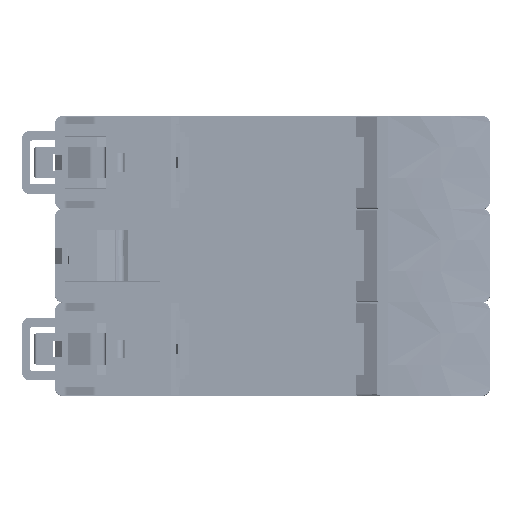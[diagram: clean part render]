
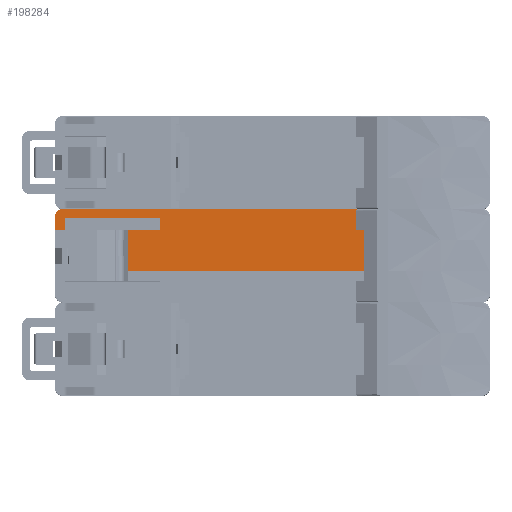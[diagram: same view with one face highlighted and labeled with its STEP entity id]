
A CAD part, top view. The second image highlights one B-rep face of the part: STEP entity #198284.
In plain terms, the highlighted planar face has unit normal (0, 0, -1).
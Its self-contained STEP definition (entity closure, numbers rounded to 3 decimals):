
#171298=DIRECTION('',(-1.,0.,0.));
#171299=VECTOR('',#171298,2.);
#171300=CARTESIAN_POINT('',(-39.5,31.6,-154.3));
#171301=LINE('',#171300,#171299);
#171403=DIRECTION('',(1.,0.,0.));
#171404=VECTOR('',#171403,45.1);
#171405=CARTESIAN_POINT('',(-27.6,23.7,-154.3));
#171406=LINE('',#171405,#171404);
#172683=DIRECTION('',(0.,-1.,0.));
#172684=VECTOR('',#172683,11.6);
#172685=CARTESIAN_POINT('',(17.5,35.3,-154.3));
#172686=LINE('',#172685,#172684);
#172691=CARTESIAN_POINT('',(17.8,35.3,-154.3));
#172692=DIRECTION('',(0.,0.,-1.));
#172693=DIRECTION('',(-1.,0.,0.));
#172694=AXIS2_PLACEMENT_3D('',#172691,#172692,#172693);
#172696=DIRECTION('',(-1.,0.,0.));
#172697=VECTOR('',#172696,57.8);
#172698=CARTESIAN_POINT('',(17.8,35.6,-154.3));
#172699=LINE('',#172698,#172697);
#172700=CARTESIAN_POINT('',(-40.,34.1,-154.3));
#172701=DIRECTION('',(0.,0.,1.));
#172702=DIRECTION('',(0.,1.,0.));
#172703=AXIS2_PLACEMENT_3D('',#172700,#172701,#172702);
#172705=DIRECTION('',(0.,-1.,0.));
#172706=VECTOR('',#172705,2.5);
#172707=CARTESIAN_POINT('',(-41.5,34.1,-154.3));
#172708=LINE('',#172707,#172706);
#172713=DIRECTION('',(0.,1.,0.));
#172714=VECTOR('',#172713,1.1);
#172715=CARTESIAN_POINT('',(-21.5,31.6,-154.3));
#172716=LINE('',#172715,#172714);
#172721=DIRECTION('',(1.,0.,0.));
#172722=VECTOR('',#172721,6.1);
#172723=CARTESIAN_POINT('',(-27.6,31.6,-154.3));
#172724=LINE('',#172723,#172722);
#172761=DIRECTION('',(0.,-1.,0.));
#172762=VECTOR('',#172761,1.1);
#172763=CARTESIAN_POINT('',(-39.5,32.7,-154.3));
#172764=LINE('',#172763,#172762);
#172777=DIRECTION('',(1.,0.,0.));
#172778=VECTOR('',#172777,18.);
#172779=CARTESIAN_POINT('',(-39.5,32.7,-154.3));
#172780=LINE('',#172779,#172778);
#172781=DIRECTION('',(0.,1.,0.));
#172782=VECTOR('',#172781,7.9);
#172783=CARTESIAN_POINT('',(-27.6,23.7,-154.3));
#172784=LINE('',#172783,#172782);
#186088=CARTESIAN_POINT('',(17.8,35.6,-154.3));
#186089=VERTEX_POINT('',#186088);
#186090=CARTESIAN_POINT('',(-40.,35.6,-154.3));
#186091=VERTEX_POINT('',#186090);
#186151=CARTESIAN_POINT('',(-41.5,34.1,-154.3));
#186152=VERTEX_POINT('',#186151);
#187072=CARTESIAN_POINT('',(-41.5,31.6,-154.3));
#187073=VERTEX_POINT('',#187072);
#187084=CARTESIAN_POINT('',(-21.5,31.6,-154.3));
#187085=CARTESIAN_POINT('',(-21.5,32.7,-154.3));
#187086=VERTEX_POINT('',#187084);
#187087=VERTEX_POINT('',#187085);
#187088=CARTESIAN_POINT('',(-39.5,32.7,-154.3));
#187089=VERTEX_POINT('',#187088);
#187090=CARTESIAN_POINT('',(-39.5,31.6,-154.3));
#187091=VERTEX_POINT('',#187090);
#187092=CARTESIAN_POINT('',(17.5,35.3,-154.3));
#187093=VERTEX_POINT('',#187092);
#187094=CARTESIAN_POINT('',(17.5,23.7,-154.3));
#187095=VERTEX_POINT('',#187094);
#187096=CARTESIAN_POINT('',(-27.6,23.7,-154.3));
#187097=VERTEX_POINT('',#187096);
#187098=CARTESIAN_POINT('',(-27.6,31.6,-154.3));
#187099=VERTEX_POINT('',#187098);
#198258=CARTESIAN_POINT('',(-11.85,29.65,-154.3));
#198259=DIRECTION('',(0.,0.,1.));
#198260=DIRECTION('',(1.,0.,0.));
#198261=AXIS2_PLACEMENT_3D('',#198258,#198259,#198260);
#198262=PLANE('',#198261);
#198264=ORIENTED_EDGE('',*,*,#198263,.F.);
#198266=ORIENTED_EDGE('',*,*,#198265,.F.);
#198268=ORIENTED_EDGE('',*,*,#198267,.F.);
#198269=ORIENTED_EDGE('',*,*,#196602,.T.);
#198270=ORIENTED_EDGE('',*,*,#198247,.F.);
#198271=ORIENTED_EDGE('',*,*,#198236,.T.);
#198272=ORIENTED_EDGE('',*,*,#197150,.T.);
#198274=ORIENTED_EDGE('',*,*,#198273,.T.);
#198276=ORIENTED_EDGE('',*,*,#198275,.T.);
#198277=ORIENTED_EDGE('',*,*,#196480,.F.);
#198279=ORIENTED_EDGE('',*,*,#198278,.F.);
#198281=ORIENTED_EDGE('',*,*,#198280,.T.);
#198282=EDGE_LOOP('',(#198264,#198266,#198268,#198269,#198270,#198271,#198272,
#198274,#198276,#198277,#198279,#198281));
#198283=FACE_OUTER_BOUND('',#198282,.F.);
#198284=ADVANCED_FACE('',(#198283),#198262,.F.);
#172695=CIRCLE('',#172694,0.3);
#172704=CIRCLE('',#172703,1.5);
#196480=EDGE_CURVE('',#187091,#187073,#171301,.T.);
#196602=EDGE_CURVE('',#187097,#187095,#171406,.T.);
#197150=EDGE_CURVE('',#186089,#186091,#172699,.T.);
#198236=EDGE_CURVE('',#187093,#186089,#172695,.T.);
#198247=EDGE_CURVE('',#187093,#187095,#172686,.T.);
#198263=EDGE_CURVE('',#187086,#187087,#172716,.T.);
#198265=EDGE_CURVE('',#187099,#187086,#172724,.T.);
#198267=EDGE_CURVE('',#187097,#187099,#172784,.T.);
#198273=EDGE_CURVE('',#186091,#186152,#172704,.T.);
#198275=EDGE_CURVE('',#186152,#187073,#172708,.T.);
#198278=EDGE_CURVE('',#187089,#187091,#172764,.T.);
#198280=EDGE_CURVE('',#187089,#187087,#172780,.T.);
